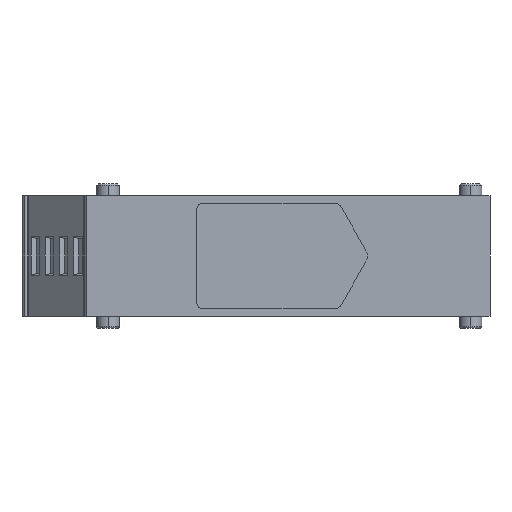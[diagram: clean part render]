
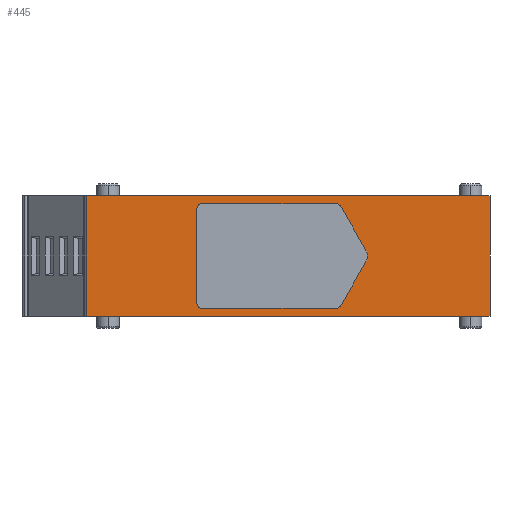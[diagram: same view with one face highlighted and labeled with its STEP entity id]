
A CAD part, left-side view. The second image highlights one B-rep face of the part: STEP entity #445.
In plain terms, the highlighted planar face has unit normal (-1, 0, 0).
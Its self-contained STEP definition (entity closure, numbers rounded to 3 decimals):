
#445=ADVANCED_FACE('',(#706,#707),#603,.T.);
#603=PLANE('',#3351);
#706=FACE_BOUND('',#757,.T.);
#707=FACE_BOUND('',#758,.T.);
#757=EDGE_LOOP('',(#1189,#1190,#1191,#1192));
#758=EDGE_LOOP('',(#1193,#1194,#1195,#1196,#1197,#1198,#1199,#1200,#1201,
#1202));
#967=CIRCLE('',#3346,1.);
#968=CIRCLE('',#3347,0.9);
#969=CIRCLE('',#3348,0.9);
#970=CIRCLE('',#3349,1.);
#971=CIRCLE('',#3350,1.8);
#1189=ORIENTED_EDGE('',*,*,#2313,.F.);
#1190=ORIENTED_EDGE('',*,*,#2218,.F.);
#1191=ORIENTED_EDGE('',*,*,#2309,.T.);
#1192=ORIENTED_EDGE('',*,*,#2314,.F.);
#1193=ORIENTED_EDGE('',*,*,#2315,.F.);
#1194=ORIENTED_EDGE('',*,*,#2316,.T.);
#1195=ORIENTED_EDGE('',*,*,#2317,.T.);
#1196=ORIENTED_EDGE('',*,*,#2318,.T.);
#1197=ORIENTED_EDGE('',*,*,#2319,.T.);
#1198=ORIENTED_EDGE('',*,*,#2320,.F.);
#1199=ORIENTED_EDGE('',*,*,#2321,.F.);
#1200=ORIENTED_EDGE('',*,*,#2322,.F.);
#1201=ORIENTED_EDGE('',*,*,#2323,.F.);
#1202=ORIENTED_EDGE('',*,*,#2324,.T.);
#1929=VERTEX_POINT('',#4492);
#1931=VERTEX_POINT('',#4495);
#2003=VERTEX_POINT('',#4679);
#2006=VERTEX_POINT('',#4689);
#2007=VERTEX_POINT('',#4692);
#2008=VERTEX_POINT('',#4693);
#2009=VERTEX_POINT('',#4695);
#2010=VERTEX_POINT('',#4697);
#2011=VERTEX_POINT('',#4699);
#2012=VERTEX_POINT('',#4701);
#2013=VERTEX_POINT('',#4703);
#2014=VERTEX_POINT('',#4705);
#2015=VERTEX_POINT('',#4707);
#2016=VERTEX_POINT('',#4709);
#2218=EDGE_CURVE('',#1929,#1931,#2658,.T.);
#2309=EDGE_CURVE('',#1929,#2003,#2705,.T.);
#2313=EDGE_CURVE('',#1931,#2006,#2709,.T.);
#2314=EDGE_CURVE('',#2006,#2003,#2710,.T.);
#2315=EDGE_CURVE('',#2007,#2008,#2711,.T.);
#2316=EDGE_CURVE('',#2007,#2009,#967,.T.);
#2317=EDGE_CURVE('',#2009,#2010,#2712,.T.);
#2318=EDGE_CURVE('',#2010,#2011,#968,.T.);
#2319=EDGE_CURVE('',#2011,#2012,#2713,.T.);
#2320=EDGE_CURVE('',#2013,#2012,#969,.T.);
#2321=EDGE_CURVE('',#2014,#2013,#2714,.T.);
#2322=EDGE_CURVE('',#2015,#2014,#970,.T.);
#2323=EDGE_CURVE('',#2016,#2015,#2715,.T.);
#2324=EDGE_CURVE('',#2016,#2008,#971,.T.);
#2658=LINE('',#4494,#2968);
#2705=LINE('',#4680,#3015);
#2709=LINE('',#4688,#3019);
#2710=LINE('',#4690,#3020);
#2711=LINE('',#4691,#3021);
#2712=LINE('',#4696,#3022);
#2713=LINE('',#4700,#3023);
#2714=LINE('',#4704,#3024);
#2715=LINE('',#4708,#3025);
#2968=VECTOR('',#3581,1.);
#3015=VECTOR('',#3760,1.);
#3019=VECTOR('',#3768,1.);
#3020=VECTOR('',#3769,1.);
#3021=VECTOR('',#3770,1.);
#3022=VECTOR('',#3773,1.);
#3023=VECTOR('',#3776,1.);
#3024=VECTOR('',#3779,1.);
#3025=VECTOR('',#3782,1.);
#3346=AXIS2_PLACEMENT_3D('',#4694,#3771,#3772);
#3347=AXIS2_PLACEMENT_3D('',#4698,#3774,#3775);
#3348=AXIS2_PLACEMENT_3D('',#4702,#3777,#3778);
#3349=AXIS2_PLACEMENT_3D('',#4706,#3780,#3781);
#3350=AXIS2_PLACEMENT_3D('',#4710,#3783,#3784);
#3351=AXIS2_PLACEMENT_3D('',#4711,#3785,#3786);
#3581=DIRECTION('',(0.,1.,0.));
#3760=DIRECTION('',(0.,0.,1.));
#3768=DIRECTION('',(0.,0.,1.));
#3769=DIRECTION('',(0.,-1.,0.));
#3770=DIRECTION('',(0.,-0.5,0.866));
#3771=DIRECTION('',(1.,0.,0.));
#3772=DIRECTION('',(0.,-0.866,-0.5));
#3773=DIRECTION('',(0.,1.,0.));
#3774=DIRECTION('',(1.,0.,0.));
#3775=DIRECTION('',(0.,0.,-1.));
#3776=DIRECTION('',(0.,0.,1.));
#3777=DIRECTION('',(-1.,0.,0.));
#3778=DIRECTION('',(0.,0.,1.));
#3779=DIRECTION('',(0.,1.,0.));
#3780=DIRECTION('',(-1.,0.,0.));
#3781=DIRECTION('',(0.,-0.866,0.5));
#3782=DIRECTION('',(0.,0.5,0.866));
#3783=DIRECTION('',(1.,0.,0.));
#3784=DIRECTION('',(0.,-0.866,0.5));
#3785=DIRECTION('',(-1.,0.,0.));
#3786=DIRECTION('',(0.,1.,0.));
#4492=CARTESIAN_POINT('',(-36.15,-6.6,0.));
#4494=CARTESIAN_POINT('',(-36.15,-6.6,0.));
#4495=CARTESIAN_POINT('',(-36.15,55.75,0.));
#4679=CARTESIAN_POINT('',(-36.15,-6.6,18.6));
#4680=CARTESIAN_POINT('',(-36.15,-6.6,0.));
#4688=CARTESIAN_POINT('',(-36.15,55.75,0.));
#4689=CARTESIAN_POINT('',(-36.15,55.75,18.6));
#4690=CARTESIAN_POINT('',(-36.15,55.75,18.6));
#4691=CARTESIAN_POINT('',(-36.15,16.443,1.7));
#4692=CARTESIAN_POINT('',(-36.15,16.443,1.7));
#4693=CARTESIAN_POINT('',(-36.15,12.575,8.4));
#4694=CARTESIAN_POINT('',(-36.15,17.309,2.2));
#4695=CARTESIAN_POINT('',(-36.15,17.309,1.2));
#4696=CARTESIAN_POINT('',(-36.15,17.309,1.2));
#4697=CARTESIAN_POINT('',(-36.15,37.85,1.2));
#4698=CARTESIAN_POINT('',(-36.15,37.85,2.1));
#4699=CARTESIAN_POINT('',(-36.15,38.75,2.1));
#4700=CARTESIAN_POINT('',(-36.15,38.75,2.1));
#4701=CARTESIAN_POINT('',(-36.15,38.75,16.5));
#4702=CARTESIAN_POINT('',(-36.15,37.85,16.5));
#4703=CARTESIAN_POINT('',(-36.15,37.85,17.4));
#4704=CARTESIAN_POINT('',(-36.15,17.309,17.4));
#4705=CARTESIAN_POINT('',(-36.15,17.309,17.4));
#4706=CARTESIAN_POINT('',(-36.15,17.309,16.4));
#4707=CARTESIAN_POINT('',(-36.15,16.443,16.9));
#4708=CARTESIAN_POINT('',(-36.15,12.575,10.2));
#4709=CARTESIAN_POINT('',(-36.15,12.575,10.2));
#4710=CARTESIAN_POINT('',(-36.15,14.133,9.3));
#4711=CARTESIAN_POINT('',(-36.15,65.75,9.3));
